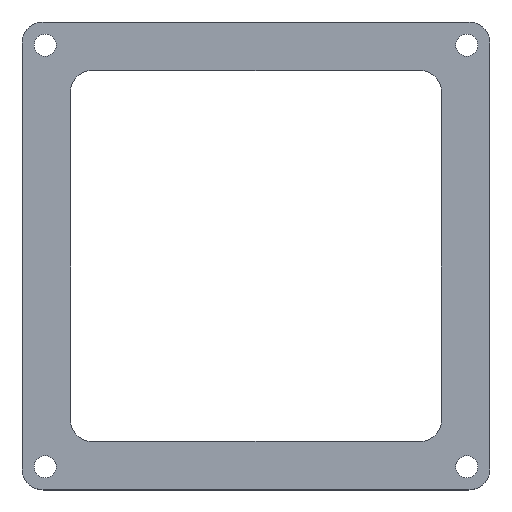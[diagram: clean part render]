
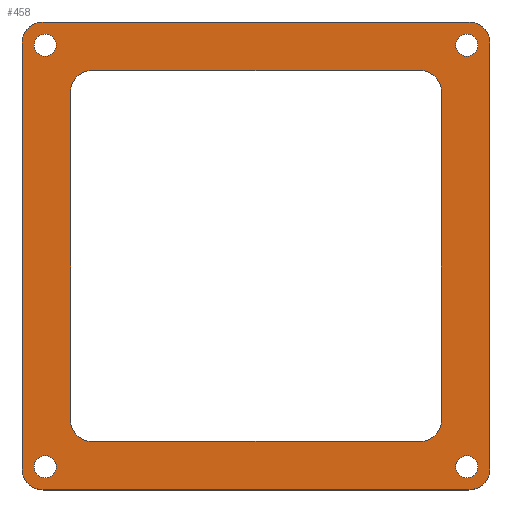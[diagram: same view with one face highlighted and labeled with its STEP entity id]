
A CAD part, top view. The second image highlights one B-rep face of the part: STEP entity #458.
In plain terms, the highlighted planar face has unit normal (0, 0, 1).
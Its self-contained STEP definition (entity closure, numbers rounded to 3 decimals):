
#20=FACE_BOUND('',#84,.T.);
#21=FACE_BOUND('',#85,.T.);
#22=FACE_BOUND('',#86,.T.);
#23=FACE_BOUND('',#87,.T.);
#24=FACE_BOUND('',#88,.T.);
#34=PLANE('',#528);
#56=FACE_OUTER_BOUND('',#83,.T.);
#83=EDGE_LOOP('',(#401,#402,#403,#404,#405,#406,#407,#408));
#84=EDGE_LOOP('',(#409,#410));
#85=EDGE_LOOP('',(#411,#412));
#86=EDGE_LOOP('',(#413,#414));
#87=EDGE_LOOP('',(#415,#416));
#88=EDGE_LOOP('',(#417,#418,#419,#420,#421,#422,#423,#424));
#97=LINE('',#714,#133);
#100=LINE('',#725,#136);
#104=LINE('',#737,#140);
#107=LINE('',#746,#143);
#113=LINE('',#762,#149);
#119=LINE('',#782,#155);
#122=LINE('',#790,#158);
#124=LINE('',#796,#160);
#133=VECTOR('',#579,10.);
#136=VECTOR('',#590,10.);
#140=VECTOR('',#602,10.);
#143=VECTOR('',#613,10.);
#149=VECTOR('',#627,10.);
#155=VECTOR('',#647,10.);
#158=VECTOR('',#656,10.);
#160=VECTOR('',#664,10.);
#161=CIRCLE('',#480,2.625);
#162=CIRCLE('',#481,2.625);
#164=CIRCLE('',#484,2.625);
#165=CIRCLE('',#485,2.625);
#167=CIRCLE('',#488,2.625);
#168=CIRCLE('',#489,2.625);
#170=CIRCLE('',#492,2.625);
#171=CIRCLE('',#493,2.625);
#174=CIRCLE('',#497,5.);
#176=CIRCLE('',#501,5.);
#178=CIRCLE('',#505,5.);
#180=CIRCLE('',#509,5.);
#181=CIRCLE('',#512,5.);
#186=CIRCLE('',#520,5.);
#187=CIRCLE('',#523,5.);
#188=CIRCLE('',#526,5.);
#189=VERTEX_POINT('',#669);
#190=VERTEX_POINT('',#670);
#192=VERTEX_POINT('',#677);
#193=VERTEX_POINT('',#678);
#195=VERTEX_POINT('',#685);
#196=VERTEX_POINT('',#686);
#198=VERTEX_POINT('',#693);
#199=VERTEX_POINT('',#694);
#203=VERTEX_POINT('',#704);
#204=VERTEX_POINT('',#706);
#206=VERTEX_POINT('',#712);
#209=VERTEX_POINT('',#719);
#210=VERTEX_POINT('',#721);
#213=VERTEX_POINT('',#731);
#214=VERTEX_POINT('',#733);
#216=VERTEX_POINT('',#742);
#217=VERTEX_POINT('',#749);
#218=VERTEX_POINT('',#750);
#222=VERTEX_POINT('',#760);
#228=VERTEX_POINT('',#776);
#229=VERTEX_POINT('',#780);
#230=VERTEX_POINT('',#784);
#231=VERTEX_POINT('',#785);
#232=VERTEX_POINT('',#792);
#233=EDGE_CURVE('',#189,#190,#161,.T.);
#234=EDGE_CURVE('',#190,#189,#162,.T.);
#237=EDGE_CURVE('',#192,#193,#164,.T.);
#238=EDGE_CURVE('',#193,#192,#165,.T.);
#241=EDGE_CURVE('',#195,#196,#167,.T.);
#242=EDGE_CURVE('',#196,#195,#168,.T.);
#245=EDGE_CURVE('',#198,#199,#170,.T.);
#246=EDGE_CURVE('',#199,#198,#171,.T.);
#251=EDGE_CURVE('',#203,#204,#174,.T.);
#255=EDGE_CURVE('',#203,#206,#97,.T.);
#258=EDGE_CURVE('',#209,#210,#176,.T.);
#260=EDGE_CURVE('',#209,#204,#100,.T.);
#264=EDGE_CURVE('',#213,#214,#178,.T.);
#266=EDGE_CURVE('',#213,#210,#104,.T.);
#270=EDGE_CURVE('',#216,#206,#180,.T.);
#271=EDGE_CURVE('',#216,#214,#107,.T.);
#273=EDGE_CURVE('',#217,#218,#181,.T.);
#279=EDGE_CURVE('',#217,#222,#113,.T.);
#286=EDGE_CURVE('',#228,#222,#186,.T.);
#289=EDGE_CURVE('',#228,#229,#119,.T.);
#290=EDGE_CURVE('',#230,#231,#187,.T.);
#293=EDGE_CURVE('',#230,#218,#122,.T.);
#294=EDGE_CURVE('',#232,#229,#188,.T.);
#296=EDGE_CURVE('',#232,#231,#124,.T.);
#401=ORIENTED_EDGE('',*,*,#273,.F.);
#402=ORIENTED_EDGE('',*,*,#279,.T.);
#403=ORIENTED_EDGE('',*,*,#286,.F.);
#404=ORIENTED_EDGE('',*,*,#289,.T.);
#405=ORIENTED_EDGE('',*,*,#294,.F.);
#406=ORIENTED_EDGE('',*,*,#296,.T.);
#407=ORIENTED_EDGE('',*,*,#290,.F.);
#408=ORIENTED_EDGE('',*,*,#293,.T.);
#409=ORIENTED_EDGE('',*,*,#233,.T.);
#410=ORIENTED_EDGE('',*,*,#234,.T.);
#411=ORIENTED_EDGE('',*,*,#237,.T.);
#412=ORIENTED_EDGE('',*,*,#238,.T.);
#413=ORIENTED_EDGE('',*,*,#241,.T.);
#414=ORIENTED_EDGE('',*,*,#242,.T.);
#415=ORIENTED_EDGE('',*,*,#245,.T.);
#416=ORIENTED_EDGE('',*,*,#246,.T.);
#417=ORIENTED_EDGE('',*,*,#255,.T.);
#418=ORIENTED_EDGE('',*,*,#270,.F.);
#419=ORIENTED_EDGE('',*,*,#271,.T.);
#420=ORIENTED_EDGE('',*,*,#264,.F.);
#421=ORIENTED_EDGE('',*,*,#266,.T.);
#422=ORIENTED_EDGE('',*,*,#258,.F.);
#423=ORIENTED_EDGE('',*,*,#260,.T.);
#424=ORIENTED_EDGE('',*,*,#251,.F.);
#458=ADVANCED_FACE('',(#56,#20,#21,#22,#23,#24),#34,.T.);
#480=AXIS2_PLACEMENT_3D('',#671,#533,#534);
#481=AXIS2_PLACEMENT_3D('',#672,#535,#536);
#484=AXIS2_PLACEMENT_3D('',#679,#542,#543);
#485=AXIS2_PLACEMENT_3D('',#680,#544,#545);
#488=AXIS2_PLACEMENT_3D('',#687,#551,#552);
#489=AXIS2_PLACEMENT_3D('',#688,#553,#554);
#492=AXIS2_PLACEMENT_3D('',#695,#560,#561);
#493=AXIS2_PLACEMENT_3D('',#696,#562,#563);
#497=AXIS2_PLACEMENT_3D('',#707,#572,#573);
#501=AXIS2_PLACEMENT_3D('',#722,#585,#586);
#505=AXIS2_PLACEMENT_3D('',#734,#597,#598);
#509=AXIS2_PLACEMENT_3D('',#744,#609,#610);
#512=AXIS2_PLACEMENT_3D('',#751,#617,#618);
#520=AXIS2_PLACEMENT_3D('',#777,#641,#642);
#523=AXIS2_PLACEMENT_3D('',#786,#650,#651);
#526=AXIS2_PLACEMENT_3D('',#793,#659,#660);
#528=AXIS2_PLACEMENT_3D('',#797,#665,#666);
#533=DIRECTION('center_axis',(0.,0.,-1.));
#534=DIRECTION('ref_axis',(1.,0.,0.));
#535=DIRECTION('center_axis',(0.,0.,-1.));
#536=DIRECTION('ref_axis',(1.,0.,0.));
#542=DIRECTION('center_axis',(0.,0.,-1.));
#543=DIRECTION('ref_axis',(1.,0.,0.));
#544=DIRECTION('center_axis',(0.,0.,-1.));
#545=DIRECTION('ref_axis',(1.,0.,0.));
#551=DIRECTION('center_axis',(0.,0.,-1.));
#552=DIRECTION('ref_axis',(1.,0.,0.));
#553=DIRECTION('center_axis',(0.,0.,-1.));
#554=DIRECTION('ref_axis',(1.,0.,0.));
#560=DIRECTION('center_axis',(0.,0.,-1.));
#561=DIRECTION('ref_axis',(1.,0.,0.));
#562=DIRECTION('center_axis',(0.,0.,-1.));
#563=DIRECTION('ref_axis',(1.,0.,0.));
#572=DIRECTION('center_axis',(0.,0.,1.));
#573=DIRECTION('ref_axis',(-0.707,-0.707,0.));
#579=DIRECTION('',(0.,1.,0.));
#585=DIRECTION('center_axis',(0.,0.,1.));
#586=DIRECTION('ref_axis',(0.707,-0.707,0.));
#590=DIRECTION('',(-1.,0.,0.));
#597=DIRECTION('center_axis',(0.,0.,1.));
#598=DIRECTION('ref_axis',(0.707,0.707,0.));
#602=DIRECTION('',(0.,-1.,0.));
#609=DIRECTION('center_axis',(0.,0.,1.));
#610=DIRECTION('ref_axis',(-0.707,0.707,0.));
#613=DIRECTION('',(1.,0.,0.));
#617=DIRECTION('center_axis',(0.,0.,-1.));
#618=DIRECTION('ref_axis',(-0.707,-0.707,0.));
#627=DIRECTION('',(1.,0.,0.));
#641=DIRECTION('center_axis',(0.,0.,-1.));
#642=DIRECTION('ref_axis',(0.707,-0.707,0.));
#647=DIRECTION('',(0.,1.,0.));
#650=DIRECTION('center_axis',(0.,0.,-1.));
#651=DIRECTION('ref_axis',(-0.707,0.707,0.));
#656=DIRECTION('',(0.,-1.,0.));
#659=DIRECTION('center_axis',(0.,0.,-1.));
#660=DIRECTION('ref_axis',(0.707,0.707,0.));
#664=DIRECTION('',(-1.,0.,0.));
#665=DIRECTION('center_axis',(0.,0.,1.));
#666=DIRECTION('ref_axis',(1.,0.,0.));
#669=CARTESIAN_POINT('',(-47.375,-50.,7.25));
#670=CARTESIAN_POINT('',(-52.625,-50.,7.25));
#671=CARTESIAN_POINT('Origin',(-50.,-50.,7.25));
#672=CARTESIAN_POINT('Origin',(-50.,-50.,7.25));
#677=CARTESIAN_POINT('',(52.625,50.,7.25));
#678=CARTESIAN_POINT('',(47.375,50.,7.25));
#679=CARTESIAN_POINT('Origin',(50.,50.,7.25));
#680=CARTESIAN_POINT('Origin',(50.,50.,7.25));
#685=CARTESIAN_POINT('',(-47.375,50.,7.25));
#686=CARTESIAN_POINT('',(-52.625,50.,7.25));
#687=CARTESIAN_POINT('Origin',(-50.,50.,7.25));
#688=CARTESIAN_POINT('Origin',(-50.,50.,7.25));
#693=CARTESIAN_POINT('',(52.625,-50.,7.25));
#694=CARTESIAN_POINT('',(47.375,-50.,7.25));
#695=CARTESIAN_POINT('Origin',(50.,-50.,7.25));
#696=CARTESIAN_POINT('Origin',(50.,-50.,7.25));
#704=CARTESIAN_POINT('',(-44.,-39.,7.25));
#706=CARTESIAN_POINT('',(-39.,-44.,7.25));
#707=CARTESIAN_POINT('Origin',(-39.,-39.,7.25));
#712=CARTESIAN_POINT('',(-44.,39.,7.25));
#714=CARTESIAN_POINT('',(-44.,22.,7.25));
#719=CARTESIAN_POINT('',(39.,-44.,7.25));
#721=CARTESIAN_POINT('',(44.,-39.,7.25));
#722=CARTESIAN_POINT('Origin',(39.,-39.,7.25));
#725=CARTESIAN_POINT('',(-22.,-44.,7.25));
#731=CARTESIAN_POINT('',(44.,39.,7.25));
#733=CARTESIAN_POINT('',(39.,44.,7.25));
#734=CARTESIAN_POINT('Origin',(39.,39.,7.25));
#737=CARTESIAN_POINT('',(44.,-22.,7.25));
#742=CARTESIAN_POINT('',(-39.,44.,7.25));
#744=CARTESIAN_POINT('Origin',(-39.,39.,7.25));
#746=CARTESIAN_POINT('',(22.,44.,7.25));
#749=CARTESIAN_POINT('',(-50.5,-55.5,7.25));
#750=CARTESIAN_POINT('',(-55.5,-50.5,7.25));
#751=CARTESIAN_POINT('Origin',(-50.5,-50.5,7.25));
#760=CARTESIAN_POINT('',(50.5,-55.5,7.25));
#762=CARTESIAN_POINT('',(-55.5,-55.5,7.25));
#776=CARTESIAN_POINT('',(55.5,-50.5,7.25));
#777=CARTESIAN_POINT('Origin',(50.5,-50.5,7.25));
#780=CARTESIAN_POINT('',(55.5,50.5,7.25));
#782=CARTESIAN_POINT('',(55.5,-55.5,7.25));
#784=CARTESIAN_POINT('',(-55.5,50.5,7.25));
#785=CARTESIAN_POINT('',(-50.5,55.5,7.25));
#786=CARTESIAN_POINT('Origin',(-50.5,50.5,7.25));
#790=CARTESIAN_POINT('',(-55.5,55.5,7.25));
#792=CARTESIAN_POINT('',(50.5,55.5,7.25));
#793=CARTESIAN_POINT('Origin',(50.5,50.5,7.25));
#796=CARTESIAN_POINT('',(55.5,55.5,7.25));
#797=CARTESIAN_POINT('Origin',(0.,0.,7.25));
